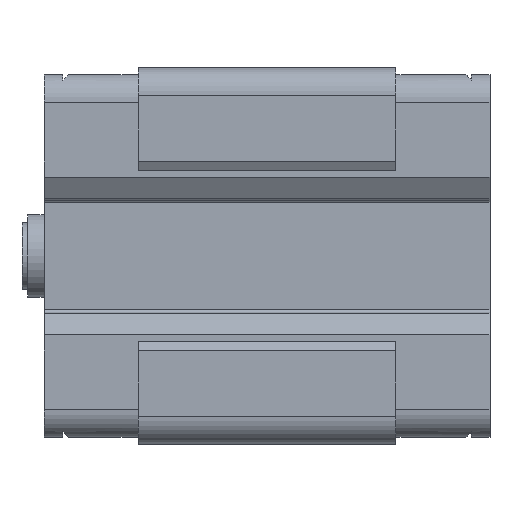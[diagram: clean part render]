
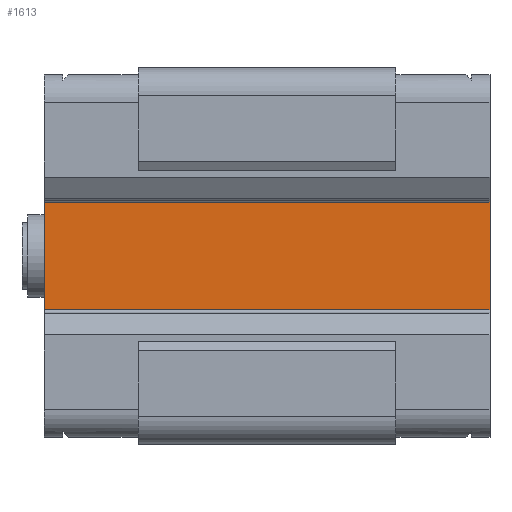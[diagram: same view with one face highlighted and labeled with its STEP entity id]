
A CAD part, front view. The second image highlights one B-rep face of the part: STEP entity #1613.
In plain terms, the highlighted planar face has unit normal (0, -1, 0).
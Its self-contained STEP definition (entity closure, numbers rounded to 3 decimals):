
#283 = LINE ( 'NONE', #600, #2814 ) ;
#295 = CARTESIAN_POINT ( 'NONE',  ( 20.15, 8., -4.844 ) ) ;
#436 = ORIENTED_EDGE ( 'NONE', *, *, #1497, .T. ) ;
#600 = CARTESIAN_POINT ( 'NONE',  ( -20.15, 8., 13.9 ) ) ;
#725 = DIRECTION ( 'NONE',  ( -1., 0., 0. ) ) ;
#753 = CARTESIAN_POINT ( 'NONE',  ( 20.15, 8., -4.844 ) ) ;
#886 = EDGE_CURVE ( 'NONE', #2679, #3442, #283, .T. ) ;
#911 = VERTEX_POINT ( 'NONE', #2023 ) ;
#972 = LINE ( 'NONE', #2207, #1834 ) ;
#1255 = DIRECTION ( 'NONE',  ( -1., 0., 0. ) ) ;
#1349 = CARTESIAN_POINT ( 'NONE',  ( -20.15, 8., 4.844 ) ) ;
#1372 = EDGE_CURVE ( 'NONE', #3644, #3442, #972, .T. ) ;
#1421 = DIRECTION ( 'NONE',  ( 0., 0., -1. ) ) ;
#1497 = EDGE_CURVE ( 'NONE', #3644, #911, #3652, .T. ) ;
#1549 = CARTESIAN_POINT ( 'NONE',  ( 20.15, 8., 4.844 ) ) ;
#1613 = ADVANCED_FACE ( 'NONE', ( #2653 ), #3559, .T. ) ;
#1814 = EDGE_CURVE ( 'NONE', #911, #2679, #2504, .T. ) ;
#1834 = VECTOR ( 'NONE', #725, 1000. ) ;
#2023 = CARTESIAN_POINT ( 'NONE',  ( 20.15, 8., 4.844 ) ) ;
#2105 = ORIENTED_EDGE ( 'NONE', *, *, #886, .T. ) ;
#2133 = DIRECTION ( 'NONE',  ( 0., 0., 1. ) ) ;
#2154 = CARTESIAN_POINT ( 'NONE',  ( 20.15, 8., -4.844 ) ) ;
#2207 = CARTESIAN_POINT ( 'NONE',  ( 20.15, 8., -4.844 ) ) ;
#2269 = ORIENTED_EDGE ( 'NONE', *, *, #1372, .F. ) ;
#2323 = VECTOR ( 'NONE', #2133, 1000. ) ;
#2435 = ORIENTED_EDGE ( 'NONE', *, *, #1814, .T. ) ;
#2504 = LINE ( 'NONE', #1549, #2689 ) ;
#2653 = FACE_OUTER_BOUND ( 'NONE', #3761, .T. ) ;
#2679 = VERTEX_POINT ( 'NONE', #1349 ) ;
#2689 = VECTOR ( 'NONE', #1255, 1000. ) ;
#2814 = VECTOR ( 'NONE', #3299, 1000. ) ;
#2940 = AXIS2_PLACEMENT_3D ( 'NONE', #295, #3608, #1421 ) ;
#3299 = DIRECTION ( 'NONE',  ( 0., 0., -1. ) ) ;
#3442 = VERTEX_POINT ( 'NONE', #3810 ) ;
#3559 = PLANE ( 'NONE',  #2940 ) ;
#3608 = DIRECTION ( 'NONE',  ( 0., -1., 0. ) ) ;
#3644 = VERTEX_POINT ( 'NONE', #753 ) ;
#3652 = LINE ( 'NONE', #2154, #2323 ) ;
#3761 = EDGE_LOOP ( 'NONE', ( #436, #2435, #2105, #2269 ) ) ;
#3810 = CARTESIAN_POINT ( 'NONE',  ( -20.15, 8., -4.844 ) ) ;
